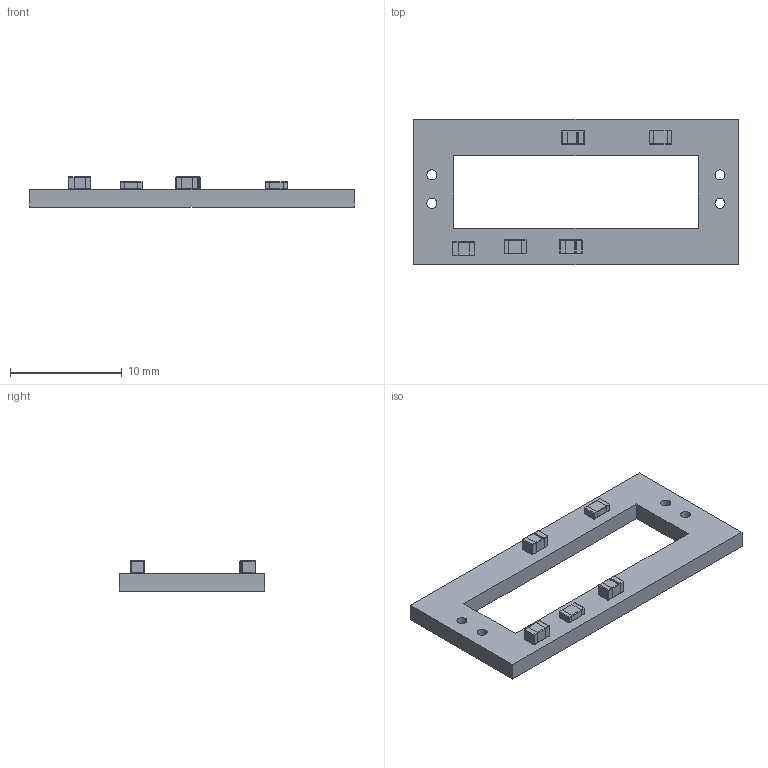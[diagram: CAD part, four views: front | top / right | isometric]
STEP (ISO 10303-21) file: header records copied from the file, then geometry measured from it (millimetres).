
FILE_DESCRIPTION(('for SolidWorks'),'2;1');
FILE_NAME('2_led_4x2_12132020.step', '2020-12-14T12:53:53',('crossover'),(''), 'Open CASCADE STEP processor 6.6','DipTrace','Unknown');
FILE_SCHEMA(('AUTOMOTIVE_DESIGN { 1 0 10303 214 1 1 1 1 }'));
Length unit declared in the file: millimetre
Products named in the file (5): PCB_2_led_4x2_12132020; Board_2_led_4x2_12132020; CAP_0805_L; DIO_0805_L; RES_0805_L
Assembly tree (6 placements, depth 2):
  PCB_2_led_4x2_12132020
    Board_2_led_4x2_12132020
    CAP_0805_L
    DIO_0805_L  x2
    RES_0805_L  x2
Bounding box: 29 x 13 x 2.7 mm (x, y, z)
Volume: 380 mm3; surface area: 782.2 mm2
Topology: 18 solids, 18 shells, 256 faces, 580 edges, 320 vertices
Faces by surface type: plane 112, cylinder 104, sphere 40
Full cylindrical faces by diameter (mm): 0.9 x4
Entity records: 4376 total; most frequent: DIRECTION 794, CARTESIAN_POINT 701, ORIENTED_EDGE 672, EDGE_CURVE 336, AXIS2_PLACEMENT_3D 293, LINE 208, VECTOR 208, VERTEX_POINT 200
